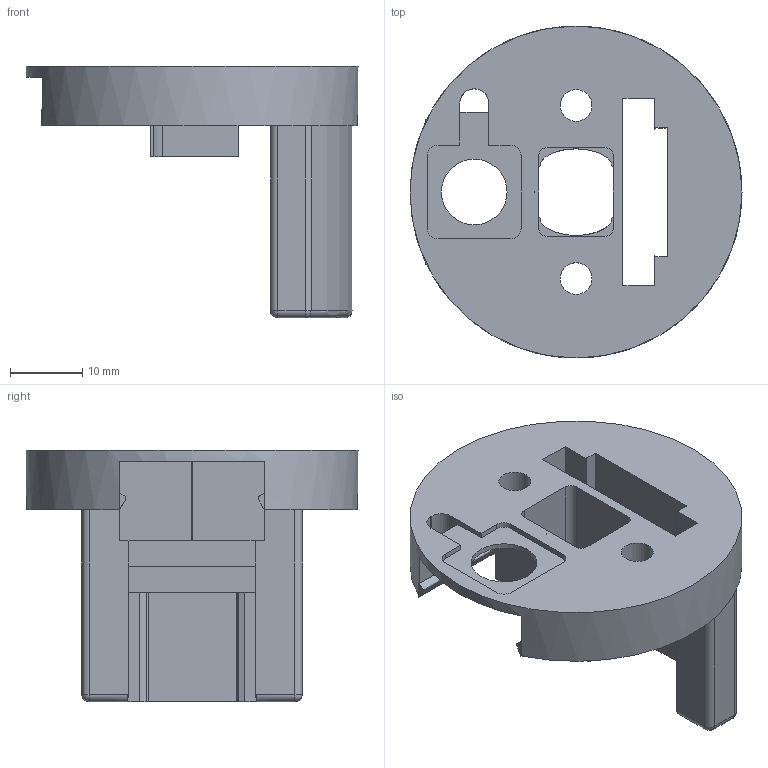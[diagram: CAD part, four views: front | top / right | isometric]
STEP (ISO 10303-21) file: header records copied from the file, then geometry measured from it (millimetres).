
FILE_DESCRIPTION(/* description */ (''),/* implementation_level */ '2;1');
FILE_NAME(/* name */ 'Base.step',/* time_stamp */ '2025-12-19T21:53:32Z',/* author */ (''),/* organization */ (''),/* preprocessor_version */ 'ST-DEVELOPER v20.1',/* originating_system */ 'Autodesk Translation Framework v14.21.0.0',/* authorisation */ '');
FILE_SCHEMA (('AUTOMOTIVE_DESIGN { 1 0 10303 214 3 1 1 }'));
Length unit declared in the file: millimetre
Products named in the file (1): Base
Bounding box: 46 x 46 x 34.85 mm (x, y, z)
Volume: 13431.5 mm3; surface area: 8773.2 mm2
Topology: 2 solids, 2 shells, 135 faces, 373 edges, 242 vertices
Faces by surface type: plane 94, cylinder 32, bspline 4, sphere 4, torus 1
Full cylindrical faces by diameter (mm): 4.4 x2, 9.1 x1, 46 x1
Entity records: 4338 total; most frequent: CARTESIAN_POINT 803, ORIENTED_EDGE 746, DIRECTION 704, EDGE_CURVE 373, LINE 290, VECTOR 290, VERTEX_POINT 242, AXIS2_PLACEMENT_3D 207
